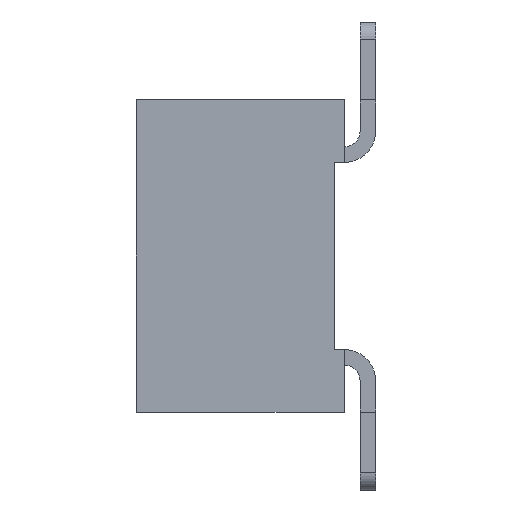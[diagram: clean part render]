
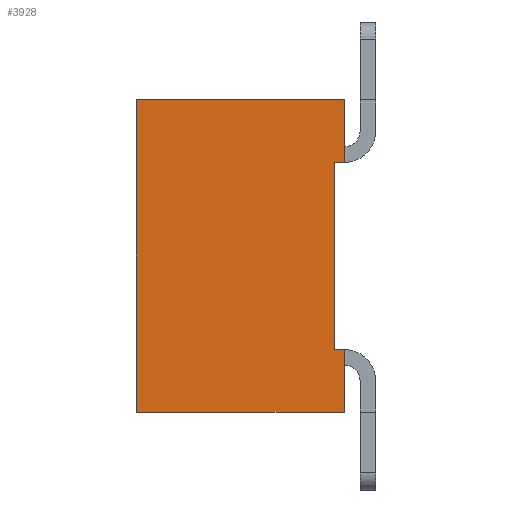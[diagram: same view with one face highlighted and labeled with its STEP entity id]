
A CAD part, left-side view. The second image highlights one B-rep face of the part: STEP entity #3928.
In plain terms, the highlighted planar face has unit normal (-1, 0, 0).
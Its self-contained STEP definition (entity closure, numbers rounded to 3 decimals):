
#360=FACE_OUTER_BOUND('',#580,.T.);
#580=EDGE_LOOP('',(#3551,#3552,#3553,#3554,#3555,#3556,#3557,#3558));
#581=LINE('',#5300,#1053);
#613=LINE('',#5364,#1085);
#623=LINE('',#5377,#1095);
#626=LINE('',#5384,#1098);
#630=LINE('',#5393,#1102);
#662=LINE('',#5456,#1134);
#685=LINE('',#5494,#1157);
#687=LINE('',#5497,#1159);
#1053=VECTOR('',#4246,1.);
#1085=VECTOR('',#4280,1.);
#1095=VECTOR('',#4292,1.);
#1098=VECTOR('',#4297,1.);
#1102=VECTOR('',#4303,1.);
#1134=VECTOR('',#4337,1.);
#1157=VECTOR('',#4362,1.);
#1159=VECTOR('',#4366,1.);
#1525=VERTEX_POINT('',#5298);
#1526=VERTEX_POINT('',#5299);
#1557=VERTEX_POINT('',#5363);
#1559=VERTEX_POINT('',#5376);
#1561=VERTEX_POINT('',#5382);
#1562=VERTEX_POINT('',#5383);
#1565=VERTEX_POINT('',#5391);
#1566=VERTEX_POINT('',#5392);
#1891=EDGE_CURVE('',#1525,#1526,#581,.T.);
#1923=EDGE_CURVE('',#1557,#1525,#613,.T.);
#1933=EDGE_CURVE('',#1526,#1559,#623,.T.);
#1936=EDGE_CURVE('',#1561,#1562,#626,.T.);
#1940=EDGE_CURVE('',#1565,#1566,#630,.T.);
#1972=EDGE_CURVE('',#1562,#1565,#662,.T.);
#1995=EDGE_CURVE('',#1566,#1557,#685,.T.);
#1997=EDGE_CURVE('',#1559,#1561,#687,.T.);
#3551=ORIENTED_EDGE('',*,*,#1995,.T.);
#3552=ORIENTED_EDGE('',*,*,#1923,.T.);
#3553=ORIENTED_EDGE('',*,*,#1891,.T.);
#3554=ORIENTED_EDGE('',*,*,#1933,.T.);
#3555=ORIENTED_EDGE('',*,*,#1997,.T.);
#3556=ORIENTED_EDGE('',*,*,#1936,.T.);
#3557=ORIENTED_EDGE('',*,*,#1972,.T.);
#3558=ORIENTED_EDGE('',*,*,#1940,.T.);
#3722=PLANE('',#4241);
#3928=ADVANCED_FACE('',(#360),#3722,.T.);
#4241=AXIS2_PLACEMENT_3D('',#6424,#5294,#5295);
#4246=DIRECTION('',(0.,0.,1.));
#4280=DIRECTION('',(0.,-1.,0.));
#4292=DIRECTION('',(0.,1.,0.));
#4297=DIRECTION('',(0.,-1.,0.));
#4303=DIRECTION('',(0.,1.,0.));
#4337=DIRECTION('',(0.,0.,1.));
#4362=DIRECTION('',(0.,0.,1.));
#4366=DIRECTION('',(0.,0.,-1.));
#5294=DIRECTION('center_axis',(-1.,0.,0.));
#5295=DIRECTION('ref_axis',(0.,0.,1.));
#5298=CARTESIAN_POINT('',(22.975,14.989,15.9));
#5299=CARTESIAN_POINT('',(22.975,14.989,16.5));
#5300=CARTESIAN_POINT('',(22.975,14.989,16.5));
#5363=CARTESIAN_POINT('',(22.975,15.089,15.9));
#5364=CARTESIAN_POINT('',(22.975,14.989,15.9));
#5376=CARTESIAN_POINT('',(22.975,16.989,16.5));
#5377=CARTESIAN_POINT('',(22.975,16.989,16.5));
#5382=CARTESIAN_POINT('',(22.975,16.989,13.5));
#5383=CARTESIAN_POINT('',(22.975,14.99,13.5));
#5384=CARTESIAN_POINT('',(22.975,14.989,13.5));
#5391=CARTESIAN_POINT('',(22.975,14.99,14.1));
#5392=CARTESIAN_POINT('',(22.975,15.089,14.1));
#5393=CARTESIAN_POINT('',(22.975,15.089,14.1));
#5456=CARTESIAN_POINT('',(22.975,14.99,30.));
#5494=CARTESIAN_POINT('',(22.975,15.089,15.9));
#5497=CARTESIAN_POINT('',(22.975,16.989,30.));
#6424=CARTESIAN_POINT('Origin',(22.975,8.95,12.14));
